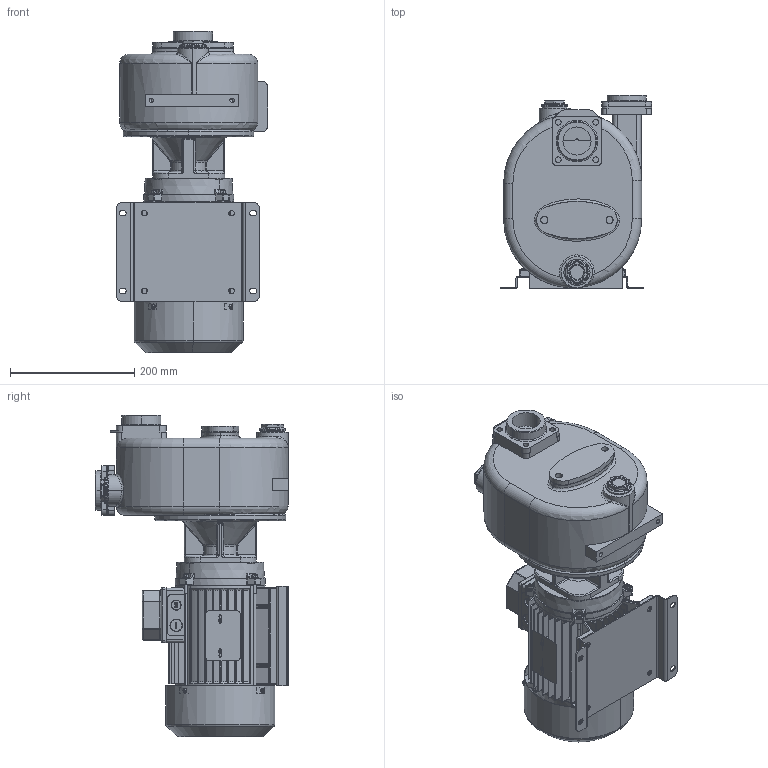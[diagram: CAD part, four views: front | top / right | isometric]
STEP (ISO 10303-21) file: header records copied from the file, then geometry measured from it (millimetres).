
FILE_DESCRIPTION((''),'2;1');
FILE_NAME('S_45_T','2019-08-08T11:28:15',('Nicola'),(''),'CREO PARAMETRIC BY PTC INC, 2017110','CREO PARAMETRIC BY PTC INC, 2017110','');
FILE_SCHEMA(('CONFIG_CONTROL_DESIGN'));
Products named in the file (1): S_45_T
Bounding box: 243.08 x 311 x 517 mm (x, y, z)
Volume: 12135808.6 mm3; surface area: 878229.9 mm2
Topology: 7 solids, 7 shells, 4293 faces, 11315 edges, 6958 vertices
Faces by surface type: cylinder 1565, plane 1446, bspline 403, torus 374, cone 276, sphere 153, extrusion 76
Entity records: 193937 total; most frequent: CARTESIAN_POINT 91257, ORIENTED_EDGE 22264, DIRECTION 20598, EDGE_CURVE 11132, AXIS2_PLACEMENT_3D 7834, VERTEX_POINT 6958, VECTOR 4930, LINE 4854
